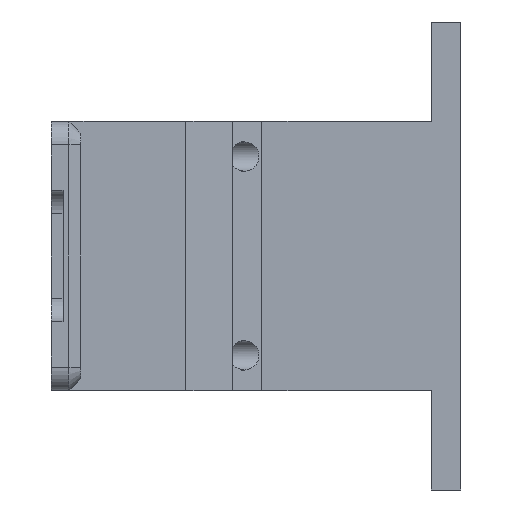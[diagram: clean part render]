
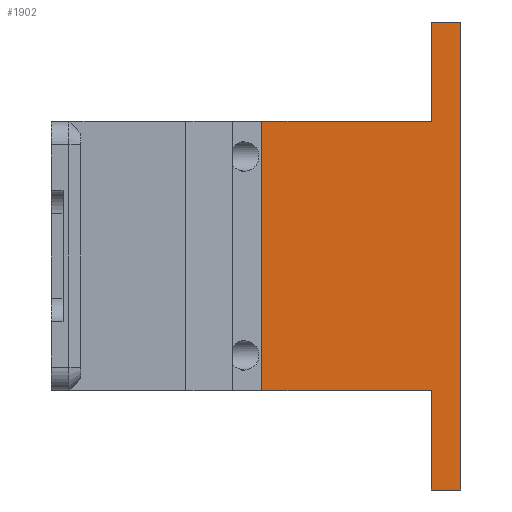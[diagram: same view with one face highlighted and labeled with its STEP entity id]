
A CAD part, front view. The second image highlights one B-rep face of the part: STEP entity #1902.
In plain terms, the highlighted planar face has unit normal (0, -1, 0).
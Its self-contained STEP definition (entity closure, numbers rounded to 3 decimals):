
#36 = VECTOR ( 'NONE', #224, 1000. ) ;
#87 = ORIENTED_EDGE ( 'NONE', *, *, #1585, .T. ) ;
#213 = EDGE_CURVE ( 'NONE', #364, #1410, #1656, .T. ) ;
#224 = DIRECTION ( 'NONE',  ( 1., 0., 0. ) ) ;
#227 = CARTESIAN_POINT ( 'NONE',  ( -16.5, 0., 10.94 ) ) ;
#261 = CARTESIAN_POINT ( 'NONE',  ( -30.987, 0., 19.44 ) ) ;
#343 = PLANE ( 'NONE',  #688 ) ;
#364 = VERTEX_POINT ( 'NONE', #2798 ) ;
#406 = ORIENTED_EDGE ( 'NONE', *, *, #1537, .F. ) ;
#428 = EDGE_CURVE ( 'NONE', #2933, #764, #3323, .T. ) ;
#434 = VERTEX_POINT ( 'NONE', #1497 ) ;
#552 = LINE ( 'NONE', #2382, #1381 ) ;
#614 = VECTOR ( 'NONE', #2464, 1000. ) ;
#688 = AXIS2_PLACEMENT_3D ( 'NONE', #3170, #2927, #2424 ) ;
#716 = VERTEX_POINT ( 'NONE', #3258 ) ;
#718 = DIRECTION ( 'NONE',  ( 0., 0., -1. ) ) ;
#735 = VECTOR ( 'NONE', #1101, 1000. ) ;
#764 = VERTEX_POINT ( 'NONE', #261 ) ;
#772 = CARTESIAN_POINT ( 'NONE',  ( -41.487, 0., 42.44 ) ) ;
#780 = CARTESIAN_POINT ( 'NONE',  ( -16.5, 0., 42.44 ) ) ;
#824 = CARTESIAN_POINT ( 'NONE',  ( -14., 0., 10.94 ) ) ;
#854 = EDGE_CURVE ( 'NONE', #716, #2243, #2411, .T. ) ;
#1002 = CARTESIAN_POINT ( 'NONE',  ( -30.987, 0., 10.94 ) ) ;
#1022 = CARTESIAN_POINT ( 'NONE',  ( -16.5, 0., 50.94 ) ) ;
#1027 = ORIENTED_EDGE ( 'NONE', *, *, #428, .T. ) ;
#1057 = FACE_OUTER_BOUND ( 'NONE', #3052, .T. ) ;
#1080 = LINE ( 'NONE', #227, #2432 ) ;
#1101 = DIRECTION ( 'NONE',  ( 0., 0., -1. ) ) ;
#1128 = DIRECTION ( 'NONE',  ( 0., 0., -1. ) ) ;
#1250 = CARTESIAN_POINT ( 'NONE',  ( -14., 0., 10.94 ) ) ;
#1263 = DIRECTION ( 'NONE',  ( 1., 0., 0. ) ) ;
#1381 = VECTOR ( 'NONE', #1263, 1000. ) ;
#1410 = VERTEX_POINT ( 'NONE', #1250 ) ;
#1441 = VECTOR ( 'NONE', #2085, 1000. ) ;
#1449 = ORIENTED_EDGE ( 'NONE', *, *, #3273, .F. ) ;
#1497 = CARTESIAN_POINT ( 'NONE',  ( -16.5, 0., 19.44 ) ) ;
#1537 = EDGE_CURVE ( 'NONE', #2933, #2243, #3120, .T. ) ;
#1543 = VECTOR ( 'NONE', #718, 1000. ) ;
#1568 = EDGE_CURVE ( 'NONE', #434, #364, #1080, .T. ) ;
#1572 = LINE ( 'NONE', #1022, #36 ) ;
#1585 = EDGE_CURVE ( 'NONE', #764, #434, #552, .T. ) ;
#1656 = LINE ( 'NONE', #1692, #614 ) ;
#1692 = CARTESIAN_POINT ( 'NONE',  ( -16.5, 0., 10.94 ) ) ;
#1818 = DIRECTION ( 'NONE',  ( 0., 0., -1. ) ) ;
#1845 = ORIENTED_EDGE ( 'NONE', *, *, #1847, .F. ) ;
#1847 = EDGE_CURVE ( 'NONE', #716, #2417, #1572, .T. ) ;
#1877 = ORIENTED_EDGE ( 'NONE', *, *, #854, .T. ) ;
#1901 = VECTOR ( 'NONE', #1128, 1000. ) ;
#1902 = ADVANCED_FACE ( 'NONE', ( #1057 ), #343, .T. ) ;
#2085 = DIRECTION ( 'NONE',  ( 1., 0., 0. ) ) ;
#2243 = VERTEX_POINT ( 'NONE', #780 ) ;
#2303 = CARTESIAN_POINT ( 'NONE',  ( -14., 0., 50.94 ) ) ;
#2382 = CARTESIAN_POINT ( 'NONE',  ( -41.487, 0., 19.44 ) ) ;
#2385 = LINE ( 'NONE', #824, #1901 ) ;
#2411 = LINE ( 'NONE', #2837, #735 ) ;
#2417 = VERTEX_POINT ( 'NONE', #2303 ) ;
#2424 = DIRECTION ( 'NONE',  ( 0., 0., -1. ) ) ;
#2432 = VECTOR ( 'NONE', #1818, 1000. ) ;
#2464 = DIRECTION ( 'NONE',  ( 1., 0., 0. ) ) ;
#2687 = ORIENTED_EDGE ( 'NONE', *, *, #213, .T. ) ;
#2719 = CARTESIAN_POINT ( 'NONE',  ( -30.987, 0., 42.44 ) ) ;
#2790 = ORIENTED_EDGE ( 'NONE', *, *, #1568, .T. ) ;
#2798 = CARTESIAN_POINT ( 'NONE',  ( -16.5, 0., 10.94 ) ) ;
#2837 = CARTESIAN_POINT ( 'NONE',  ( -16.5, 0., 10.94 ) ) ;
#2927 = DIRECTION ( 'NONE',  ( 0., -1., 0. ) ) ;
#2933 = VERTEX_POINT ( 'NONE', #2719 ) ;
#3052 = EDGE_LOOP ( 'NONE', ( #2687, #1449, #1845, #1877, #406, #1027, #87, #2790 ) ) ;
#3120 = LINE ( 'NONE', #772, #1441 ) ;
#3170 = CARTESIAN_POINT ( 'NONE',  ( -16.5, 0., 10.94 ) ) ;
#3258 = CARTESIAN_POINT ( 'NONE',  ( -16.5, 0., 50.94 ) ) ;
#3273 = EDGE_CURVE ( 'NONE', #2417, #1410, #2385, .T. ) ;
#3323 = LINE ( 'NONE', #1002, #1543 ) ;
